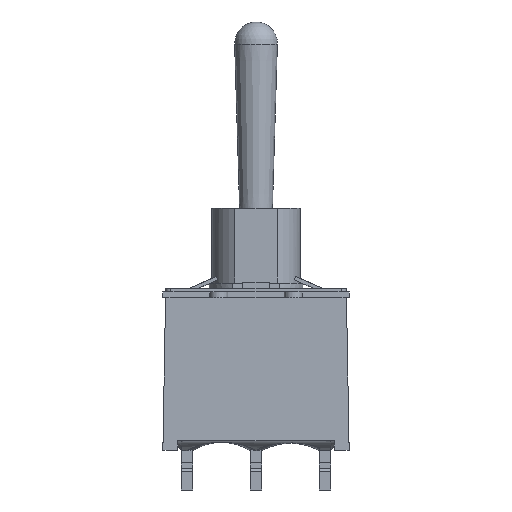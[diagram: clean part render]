
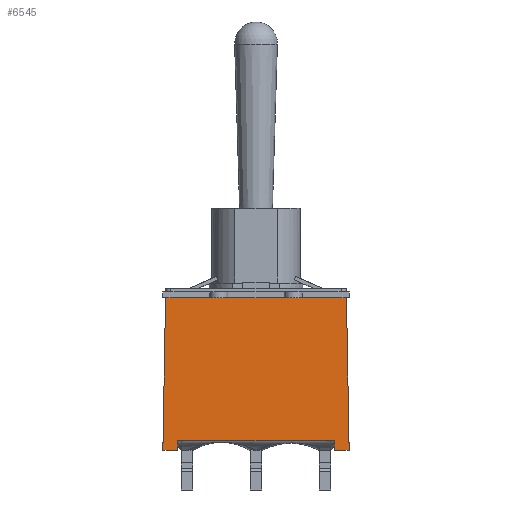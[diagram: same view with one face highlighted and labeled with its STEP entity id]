
A CAD part, front view. The second image highlights one B-rep face of the part: STEP entity #6545.
In plain terms, the highlighted planar face has unit normal (0, -1, 0.018).
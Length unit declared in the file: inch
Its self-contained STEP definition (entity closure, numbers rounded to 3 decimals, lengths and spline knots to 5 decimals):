
#2854=CARTESIAN_POINT('',(0.24285,-0.12277,0.40945));
#2855=VERTEX_POINT('',#2854);
#2870=CARTESIAN_POINT('',(-0.24285,-0.12277,0.40945));
#2871=VERTEX_POINT('',#2870);
#2878=CARTESIAN_POINT('',(0.24285,-0.12277,0.40945));
#2879=DIRECTION('',(-1.0,0.0,0.0));
#2880=VECTOR('',#2879,0.48571);
#2881=LINE('',#2878,#2880);
#2882=EDGE_CURVE('',#2855,#2871,#2881,.T.);
#6105=CARTESIAN_POINT('',(0.21063,-0.12947,0.02559));
#6106=VERTEX_POINT('',#6105);
#6107=CARTESIAN_POINT('',(0.21063,-0.12992,0.0));
#6108=VERTEX_POINT('',#6107);
#6109=CARTESIAN_POINT('',(0.21063,-0.12947,0.02559));
#6110=DIRECTION('',(0.0,-0.017,-1.));
#6111=VECTOR('',#6110,0.02559);
#6112=LINE('',#6109,#6111);
#6113=EDGE_CURVE('',#6106,#6108,#6112,.T.);
#6200=CARTESIAN_POINT('',(-0.21063,-0.12947,0.02559));
#6201=VERTEX_POINT('',#6200);
#6202=CARTESIAN_POINT('',(-0.21063,-0.12947,0.02559));
#6203=DIRECTION('',(1.0,0.0,0.0));
#6204=VECTOR('',#6203,0.42126);
#6205=LINE('',#6202,#6204);
#6206=EDGE_CURVE('',#6201,#6106,#6205,.T.);
#6375=CARTESIAN_POINT('',(-0.21063,-0.12992,0.0));
#6376=VERTEX_POINT('',#6375);
#6377=CARTESIAN_POINT('',(-0.21063,-0.12992,0.0));
#6378=DIRECTION('',(0.0,0.017,1.));
#6379=VECTOR('',#6378,0.02559);
#6380=LINE('',#6377,#6379);
#6381=EDGE_CURVE('',#6376,#6201,#6380,.T.);
#6417=CARTESIAN_POINT('',(0.25,-0.12992,0.0));
#6418=VERTEX_POINT('',#6417);
#6419=CARTESIAN_POINT('',(0.25,-0.12992,0.0));
#6420=DIRECTION('',(-0.017,0.017,1.));
#6421=VECTOR('',#6420,0.40957);
#6422=LINE('',#6419,#6421);
#6423=EDGE_CURVE('',#6418,#2855,#6422,.T.);
#6502=CARTESIAN_POINT('',(-0.25,-0.12992,0.0));
#6503=VERTEX_POINT('',#6502);
#6504=CARTESIAN_POINT('',(-0.21063,-0.12992,0.0));
#6505=DIRECTION('',(-1.0,0.0,0.0));
#6506=VECTOR('',#6505,0.03937);
#6507=LINE('',#6504,#6506);
#6508=EDGE_CURVE('',#6376,#6503,#6507,.T.);
#6520=CARTESIAN_POINT('',(-0.275,-0.12242,0.42992));
#6521=DIRECTION('',(0.,-1.,0.017));
#6522=DIRECTION('',(0.0,-0.017,-1.));
#6523=AXIS2_PLACEMENT_3D('',#6520,#6521,#6522);
#6524=PLANE('',#6523);
#6525=ORIENTED_EDGE('',*,*,#6113,.T.);
#6526=CARTESIAN_POINT('',(0.25,-0.12992,0.0));
#6527=DIRECTION('',(-1.0,0.0,0.0));
#6528=VECTOR('',#6527,0.03937);
#6529=LINE('',#6526,#6528);
#6530=EDGE_CURVE('',#6418,#6108,#6529,.T.);
#6531=ORIENTED_EDGE('',*,*,#6530,.F.);
#6532=ORIENTED_EDGE('',*,*,#6423,.T.);
#6533=ORIENTED_EDGE('',*,*,#2882,.T.);
#6534=CARTESIAN_POINT('',(-0.25,-0.12992,0.0));
#6535=DIRECTION('',(0.017,0.017,1.));
#6536=VECTOR('',#6535,0.40957);
#6537=LINE('',#6534,#6536);
#6538=EDGE_CURVE('',#6503,#2871,#6537,.T.);
#6539=ORIENTED_EDGE('',*,*,#6538,.F.);
#6540=ORIENTED_EDGE('',*,*,#6508,.F.);
#6541=ORIENTED_EDGE('',*,*,#6381,.T.);
#6542=ORIENTED_EDGE('',*,*,#6206,.T.);
#6543=EDGE_LOOP('',(#6525,#6531,#6532,#6533,#6539,#6540,#6541,#6542));
#6544=FACE_OUTER_BOUND('',#6543,.T.);
#6545=ADVANCED_FACE('',(#6544),#6524,.T.);
